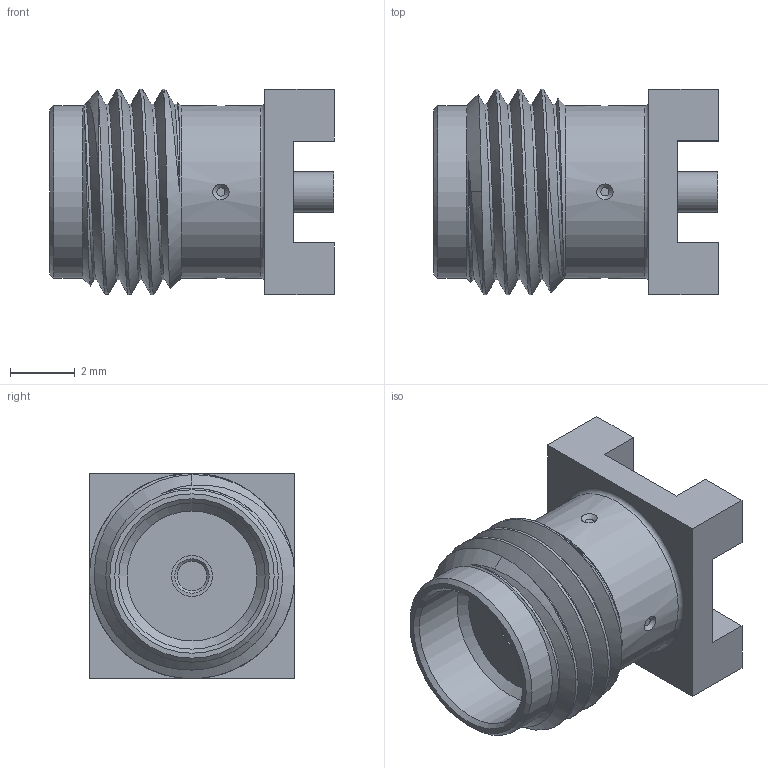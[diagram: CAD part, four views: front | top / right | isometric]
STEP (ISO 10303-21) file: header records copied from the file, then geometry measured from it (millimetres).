
FILE_DESCRIPTION (( 'STEP AP203' ), '1' );
FILE_NAME ('PE4910 ¦ FMCN1398.step', '2020-03-18T17:33:55', ( '' ), ( '' ), 'SwSTEP 2.0', 'SolidWorks 2018', '' );
FILE_SCHEMA (( 'CONFIG_CONTROL_DESIGN' ));
Length unit declared in the file: inch
Products named in the file (1): PE4910 ｦ FMCN1398
Bounding box: 8.8 x 6.35 x 6.35 mm (x, y, z)
Volume: 174.4 mm3; surface area: 345.5 mm2
Topology: 1 solids, 2 shells, 57 faces, 128 edges, 85 vertices
Faces by surface type: plane 31, cylinder 11, cone 11, bspline 3, torus 1
Full cylindrical faces by diameter (mm): 0.914 x1, 1.016 x1, 1.27 x3, 3.302 x1, 3.81 x1, 4.521 x1, 5.334 x2
Entity records: 2478 total; most frequent: CARTESIAN_POINT 1312, DIRECTION 218, ORIENTED_EDGE 186, EDGE_CURVE 93, EDGE_LOOP 90, AXIS2_PLACEMENT_3D 85, VERTEX_POINT 73, FACE_OUTER_BOUND 67
